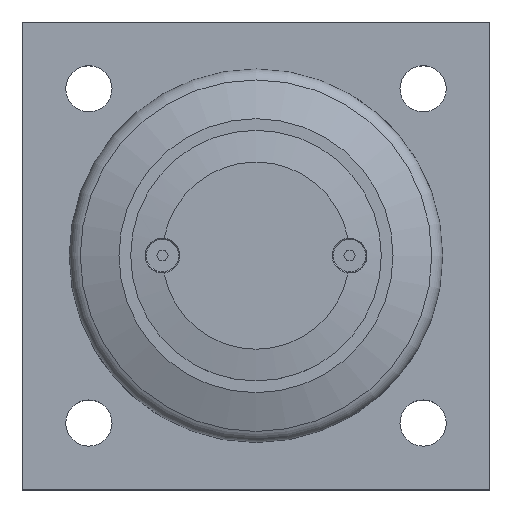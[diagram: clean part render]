
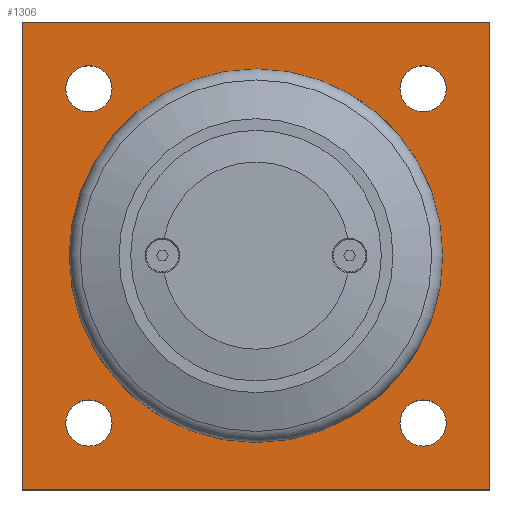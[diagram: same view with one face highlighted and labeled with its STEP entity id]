
A CAD part, top view. The second image highlights one B-rep face of the part: STEP entity #1306.
In plain terms, the highlighted planar face has unit normal (0, 0, 1).
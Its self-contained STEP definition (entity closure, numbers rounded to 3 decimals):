
#55=FACE_BOUND('',#189,.T.);
#56=FACE_BOUND('',#190,.T.);
#57=FACE_BOUND('',#191,.T.);
#58=FACE_BOUND('',#192,.T.);
#59=FACE_BOUND('',#193,.T.);
#80=PLANE('',#1399);
#117=FACE_OUTER_BOUND('',#188,.T.);
#188=EDGE_LOOP('',(#858,#859,#860,#861));
#189=EDGE_LOOP('',(#862));
#190=EDGE_LOOP('',(#863,#864));
#191=EDGE_LOOP('',(#865,#866));
#192=EDGE_LOOP('',(#867,#868));
#193=EDGE_LOOP('',(#869,#870));
#284=LINE('',#1981,#362);
#285=LINE('',#1983,#363);
#286=LINE('',#1985,#364);
#287=LINE('',#1986,#365);
#362=VECTOR('',#1572,10.);
#363=VECTOR('',#1573,10.);
#364=VECTOR('',#1574,10.);
#365=VECTOR('',#1575,10.);
#441=CIRCLE('',#1400,35.);
#442=CIRCLE('',#1401,6.918);
#443=CIRCLE('',#1402,6.918);
#444=CIRCLE('',#1403,6.918);
#445=CIRCLE('',#1404,6.918);
#446=CIRCLE('',#1405,6.918);
#447=CIRCLE('',#1406,6.918);
#448=CIRCLE('',#1407,6.918);
#449=CIRCLE('',#1408,6.918);
#536=VERTEX_POINT('',#1979);
#537=VERTEX_POINT('',#1980);
#538=VERTEX_POINT('',#1982);
#539=VERTEX_POINT('',#1984);
#540=VERTEX_POINT('',#1987);
#541=VERTEX_POINT('',#1989);
#542=VERTEX_POINT('',#1990);
#543=VERTEX_POINT('',#1993);
#544=VERTEX_POINT('',#1994);
#545=VERTEX_POINT('',#1997);
#546=VERTEX_POINT('',#1998);
#547=VERTEX_POINT('',#2001);
#548=VERTEX_POINT('',#2002);
#671=EDGE_CURVE('',#536,#537,#284,.T.);
#672=EDGE_CURVE('',#538,#536,#285,.T.);
#673=EDGE_CURVE('',#539,#538,#286,.T.);
#674=EDGE_CURVE('',#537,#539,#287,.T.);
#675=EDGE_CURVE('',#540,#540,#441,.T.);
#676=EDGE_CURVE('',#541,#542,#442,.T.);
#677=EDGE_CURVE('',#542,#541,#443,.T.);
#678=EDGE_CURVE('',#543,#544,#444,.T.);
#679=EDGE_CURVE('',#544,#543,#445,.T.);
#680=EDGE_CURVE('',#545,#546,#446,.T.);
#681=EDGE_CURVE('',#546,#545,#447,.T.);
#682=EDGE_CURVE('',#547,#548,#448,.T.);
#683=EDGE_CURVE('',#548,#547,#449,.T.);
#858=ORIENTED_EDGE('',*,*,#671,.F.);
#859=ORIENTED_EDGE('',*,*,#672,.F.);
#860=ORIENTED_EDGE('',*,*,#673,.F.);
#861=ORIENTED_EDGE('',*,*,#674,.F.);
#862=ORIENTED_EDGE('',*,*,#675,.T.);
#863=ORIENTED_EDGE('',*,*,#676,.T.);
#864=ORIENTED_EDGE('',*,*,#677,.T.);
#865=ORIENTED_EDGE('',*,*,#678,.T.);
#866=ORIENTED_EDGE('',*,*,#679,.T.);
#867=ORIENTED_EDGE('',*,*,#680,.T.);
#868=ORIENTED_EDGE('',*,*,#681,.T.);
#869=ORIENTED_EDGE('',*,*,#682,.T.);
#870=ORIENTED_EDGE('',*,*,#683,.T.);
#1306=ADVANCED_FACE('',(#117,#55,#56,#57,#58,#59),#80,.T.);
#1399=AXIS2_PLACEMENT_3D('',#1978,#1570,#1571);
#1400=AXIS2_PLACEMENT_3D('',#1988,#1576,#1577);
#1401=AXIS2_PLACEMENT_3D('',#1991,#1578,#1579);
#1402=AXIS2_PLACEMENT_3D('',#1992,#1580,#1581);
#1403=AXIS2_PLACEMENT_3D('',#1995,#1582,#1583);
#1404=AXIS2_PLACEMENT_3D('',#1996,#1584,#1585);
#1405=AXIS2_PLACEMENT_3D('',#1999,#1586,#1587);
#1406=AXIS2_PLACEMENT_3D('',#2000,#1588,#1589);
#1407=AXIS2_PLACEMENT_3D('',#2003,#1590,#1591);
#1408=AXIS2_PLACEMENT_3D('',#2004,#1592,#1593);
#1570=DIRECTION('center_axis',(0.,0.,1.));
#1571=DIRECTION('ref_axis',(1.,0.,0.));
#1572=DIRECTION('',(0.,1.,0.));
#1573=DIRECTION('',(-1.,0.,0.));
#1574=DIRECTION('',(0.,-1.,0.));
#1575=DIRECTION('',(1.,0.,0.));
#1576=DIRECTION('center_axis',(0.,0.,-1.));
#1577=DIRECTION('ref_axis',(-1.,0.,0.));
#1578=DIRECTION('center_axis',(0.,0.,-1.));
#1579=DIRECTION('ref_axis',(1.,0.,0.));
#1580=DIRECTION('center_axis',(0.,0.,-1.));
#1581=DIRECTION('ref_axis',(1.,0.,0.));
#1582=DIRECTION('center_axis',(0.,0.,-1.));
#1583=DIRECTION('ref_axis',(1.,0.,0.));
#1584=DIRECTION('center_axis',(0.,0.,-1.));
#1585=DIRECTION('ref_axis',(1.,0.,0.));
#1586=DIRECTION('center_axis',(0.,0.,-1.));
#1587=DIRECTION('ref_axis',(1.,0.,0.));
#1588=DIRECTION('center_axis',(0.,0.,-1.));
#1589=DIRECTION('ref_axis',(1.,0.,0.));
#1590=DIRECTION('center_axis',(0.,0.,-1.));
#1591=DIRECTION('ref_axis',(1.,0.,0.));
#1592=DIRECTION('center_axis',(0.,0.,-1.));
#1593=DIRECTION('ref_axis',(1.,0.,0.));
#1978=CARTESIAN_POINT('Origin',(70.,70.,20.));
#1979=CARTESIAN_POINT('',(0.,0.,20.));
#1980=CARTESIAN_POINT('',(0.,140.,20.));
#1981=CARTESIAN_POINT('',(0.,140.,20.));
#1982=CARTESIAN_POINT('',(140.,0.,20.));
#1983=CARTESIAN_POINT('',(0.,0.,20.));
#1984=CARTESIAN_POINT('',(140.,140.,20.));
#1985=CARTESIAN_POINT('',(140.,0.,20.));
#1986=CARTESIAN_POINT('',(140.,140.,20.));
#1987=CARTESIAN_POINT('',(105.,70.,20.));
#1988=CARTESIAN_POINT('Origin',(70.,70.,20.));
#1989=CARTESIAN_POINT('',(26.917,20.,20.));
#1990=CARTESIAN_POINT('',(13.082,20.,20.));
#1991=CARTESIAN_POINT('Origin',(20.,20.,20.));
#1992=CARTESIAN_POINT('Origin',(20.,20.,20.));
#1993=CARTESIAN_POINT('',(126.918,20.,20.));
#1994=CARTESIAN_POINT('',(113.083,20.,20.));
#1995=CARTESIAN_POINT('Origin',(120.,20.,20.));
#1996=CARTESIAN_POINT('Origin',(120.,20.,20.));
#1997=CARTESIAN_POINT('',(126.918,120.,20.));
#1998=CARTESIAN_POINT('',(113.083,120.,20.));
#1999=CARTESIAN_POINT('Origin',(120.,120.,20.));
#2000=CARTESIAN_POINT('Origin',(120.,120.,20.));
#2001=CARTESIAN_POINT('',(26.917,120.,20.));
#2002=CARTESIAN_POINT('',(13.082,120.,20.));
#2003=CARTESIAN_POINT('Origin',(20.,120.,20.));
#2004=CARTESIAN_POINT('Origin',(20.,120.,20.));
